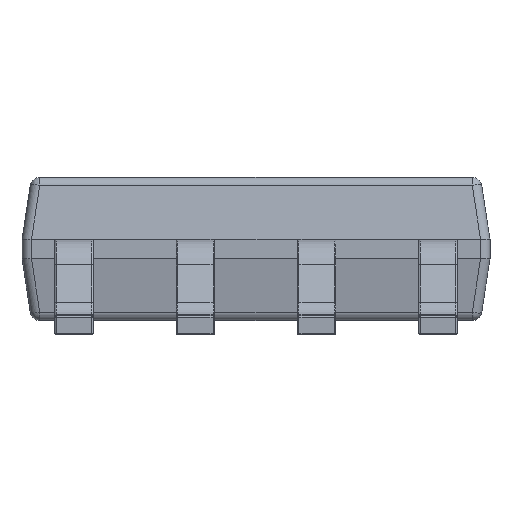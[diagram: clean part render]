
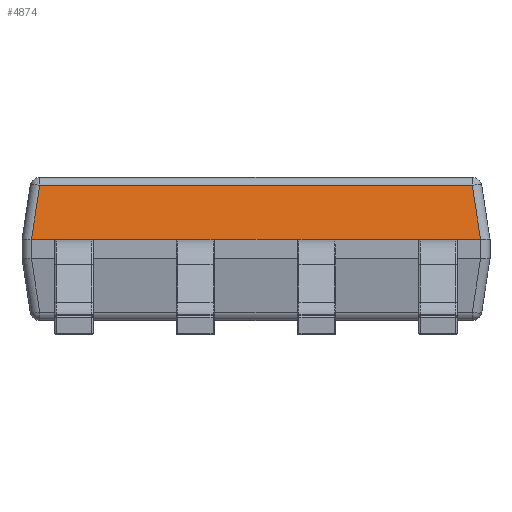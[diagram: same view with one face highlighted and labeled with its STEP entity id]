
A CAD part, left-side view. The second image highlights one B-rep face of the part: STEP entity #4874.
In plain terms, the highlighted planar face has unit normal (-0.988, 0, 0.152).
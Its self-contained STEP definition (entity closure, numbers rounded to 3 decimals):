
#268 = EDGE_CURVE ( 'NONE', #28748, #5867, #37632, .T. ) ;
#1055 = LINE ( 'NONE', #38396, #25140 ) ;
#1575 = VECTOR ( 'NONE', #8847, 1000. ) ;
#2702 = CARTESIAN_POINT ( 'NONE',  ( -1.95, -2.35, 0.95 ) ) ;
#4701 = ORIENTED_EDGE ( 'NONE', *, *, #27268, .T. ) ;
#4874 = ADVANCED_FACE ( 'NONE', ( #5941 ), #14968, .T. ) ;
#5481 = CARTESIAN_POINT ( 'NONE',  ( -1.863, 0., 1.515 ) ) ;
#5867 = VERTEX_POINT ( 'NONE', #22481 ) ;
#5941 = FACE_OUTER_BOUND ( 'NONE', #20761, .T. ) ;
#6029 = ORIENTED_EDGE ( 'NONE', *, *, #10894, .T. ) ;
#6562 = AXIS2_PLACEMENT_3D ( 'NONE', #39143, #26721, #27117 ) ;
#6733 = VECTOR ( 'NONE', #13414, 1000. ) ;
#6795 = CARTESIAN_POINT ( 'NONE',  ( -1.95, 2.351, 0.95 ) ) ;
#8847 = DIRECTION ( 'NONE',  ( 0., 1., 0. ) ) ;
#10589 =( BOUNDED_CURVE ( )  B_SPLINE_CURVE ( 3, ( #24082, #2702, #27441, #39090 ),
 .UNSPECIFIED., .F., .F. ) 
 B_SPLINE_CURVE_WITH_KNOTS ( ( 4, 4 ),
 ( 0., 0.012 ),
 .UNSPECIFIED. ) 
 CURVE ( )  GEOMETRIC_REPRESENTATION_ITEM ( )  RATIONAL_B_SPLINE_CURVE ( ( 1., 1., 1., 1. ) ) 
 REPRESENTATION_ITEM ( '' )  );
#10894 = EDGE_CURVE ( 'NONE', #5867, #37728, #18495, .T. ) ;
#13414 = DIRECTION ( 'NONE',  ( 0., 1., 0. ) ) ;
#14968 = PLANE ( 'NONE',  #6562 ) ;
#15125 = CARTESIAN_POINT ( 'NONE',  ( -1.95, -2.351, 0.95 ) ) ;
#16047 =( BOUNDED_CURVE ( )  B_SPLINE_CURVE ( 3, ( #18686, #28031, #25035, #28638 ),
 .UNSPECIFIED., .F., .F. ) 
 B_SPLINE_CURVE_WITH_KNOTS ( ( 4, 4 ),
 ( 6.272, 6.283 ),
 .UNSPECIFIED. ) 
 CURVE ( )  GEOMETRIC_REPRESENTATION_ITEM ( )  RATIONAL_B_SPLINE_CURVE ( ( 1., 1., 1., 1. ) ) 
 REPRESENTATION_ITEM ( '' )  );
#16667 = VECTOR ( 'NONE', #22035, 1000. ) ;
#16835 = CARTESIAN_POINT ( 'NONE',  ( -1.95, 2.45, 0.95 ) ) ;
#18480 = ORIENTED_EDGE ( 'NONE', *, *, #268, .T. ) ;
#18495 = LINE ( 'NONE', #5481, #1575 ) ;
#18686 = CARTESIAN_POINT ( 'NONE',  ( -1.95, 2.351, 0.95 ) ) ;
#20761 = EDGE_LOOP ( 'NONE', ( #39170, #4701, #21193, #26021, #18480, #6029 ) ) ;
#21193 = ORIENTED_EDGE ( 'NONE', *, *, #22480, .F. ) ;
#22035 = DIRECTION ( 'NONE',  ( 0.15, 0.15, 0.977 ) ) ;
#22480 = EDGE_CURVE ( 'NONE', #24213, #29682, #38032, .T. ) ;
#22481 = CARTESIAN_POINT ( 'NONE',  ( -1.863, -2.264, 1.515 ) ) ;
#23282 = CARTESIAN_POINT ( 'NONE',  ( -1.863, 2.264, 1.515 ) ) ;
#24082 = CARTESIAN_POINT ( 'NONE',  ( -1.95, -2.35, 0.95 ) ) ;
#24213 = VERTEX_POINT ( 'NONE', #24908 ) ;
#24445 = EDGE_CURVE ( 'NONE', #24213, #28748, #10589, .T. ) ;
#24908 = CARTESIAN_POINT ( 'NONE',  ( -1.95, -2.35, 0.95 ) ) ;
#25035 = CARTESIAN_POINT ( 'NONE',  ( -1.95, 2.35, 0.95 ) ) ;
#25140 = VECTOR ( 'NONE', #25967, 1000. ) ;
#25967 = DIRECTION ( 'NONE',  ( -0.15, 0.15, -0.977 ) ) ;
#26021 = ORIENTED_EDGE ( 'NONE', *, *, #24445, .T. ) ;
#26721 = DIRECTION ( 'NONE',  ( -0.988, 0., 0.152 ) ) ;
#27117 = DIRECTION ( 'NONE',  ( 0., 1., 0. ) ) ;
#27268 = EDGE_CURVE ( 'NONE', #36054, #29682, #16047, .T. ) ;
#27441 = CARTESIAN_POINT ( 'NONE',  ( -1.95, -2.351, 0.95 ) ) ;
#28031 = CARTESIAN_POINT ( 'NONE',  ( -1.95, 2.351, 0.95 ) ) ;
#28638 = CARTESIAN_POINT ( 'NONE',  ( -1.95, 2.35, 0.95 ) ) ;
#28748 = VERTEX_POINT ( 'NONE', #15125 ) ;
#29682 = VERTEX_POINT ( 'NONE', #31271 ) ;
#31271 = CARTESIAN_POINT ( 'NONE',  ( -1.95, 2.35, 0.95 ) ) ;
#31621 = CARTESIAN_POINT ( 'NONE',  ( -1.799, -2.2, 1.931 ) ) ;
#34870 = EDGE_CURVE ( 'NONE', #37728, #36054, #1055, .T. ) ;
#36054 = VERTEX_POINT ( 'NONE', #6795 ) ;
#37632 = LINE ( 'NONE', #31621, #16667 ) ;
#37728 = VERTEX_POINT ( 'NONE', #23282 ) ;
#38032 = LINE ( 'NONE', #16835, #6733 ) ;
#38396 = CARTESIAN_POINT ( 'NONE',  ( -1.799, 2.2, 1.931 ) ) ;
#39090 = CARTESIAN_POINT ( 'NONE',  ( -1.95, -2.351, 0.95 ) ) ;
#39143 = CARTESIAN_POINT ( 'NONE',  ( -1.85, 0., 1.6 ) ) ;
#39170 = ORIENTED_EDGE ( 'NONE', *, *, #34870, .T. ) ;
